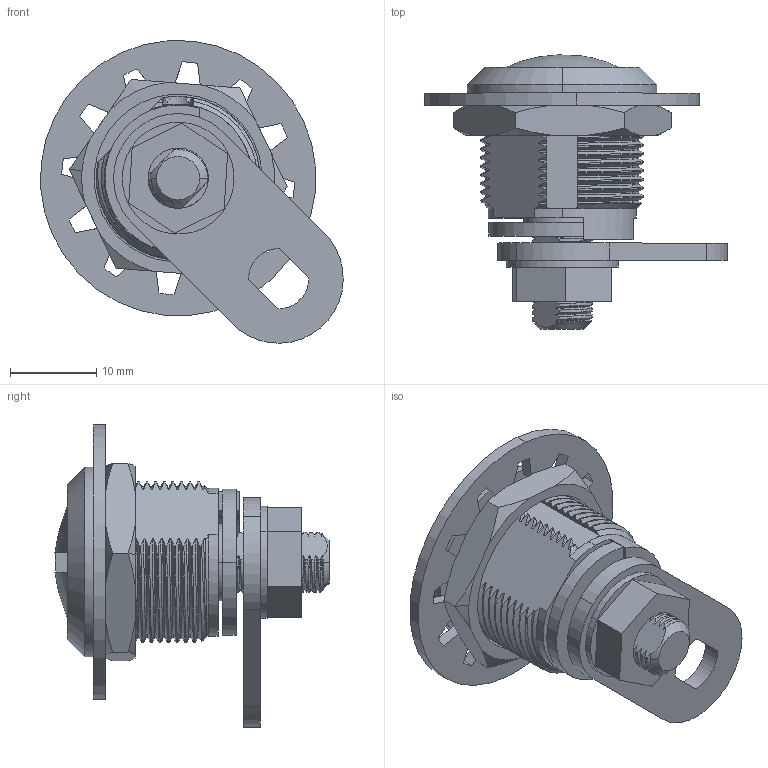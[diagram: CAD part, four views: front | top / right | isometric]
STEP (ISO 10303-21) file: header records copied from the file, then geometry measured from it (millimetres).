
FILE_DESCRIPTION (( 'STEP AP214' ), '1' );
FILE_NAME ('C22 KC-117B.STEP', '2016-12-16T00:00:39', ( '' ), ( '' ), 'SwSTEP 2.0', 'SolidWorks 2011', '' );
FILE_SCHEMA (( 'AUTOMOTIVE_DESIGN' ));
Length unit declared in the file: millimetre
Products named in the file (1): C22 KC-117B
Bounding box: 35.13 x 31.86 x 35.13 mm (x, y, z)
Volume: 7200.4 mm3; surface area: 6723.9 mm2
Topology: 2 solids, 6 shells, 463 faces, 1441 edges, 941 vertices
Faces by surface type: bspline 209, cylinder 129, plane 97, cone 25, sphere 2, torus 1
Entity records: 159631 total; most frequent: CARTESIAN_POINT 144072, ORIENTED_EDGE 2882, EDGE_CURVE 1441, DIRECTION 1376, VERTEX_POINT 941, B_SPLINE_CURVE_WITH_KNOTS 491, EDGE_LOOP 490, UNCERTAINTY_MEASURE_WITH_UNIT 467
